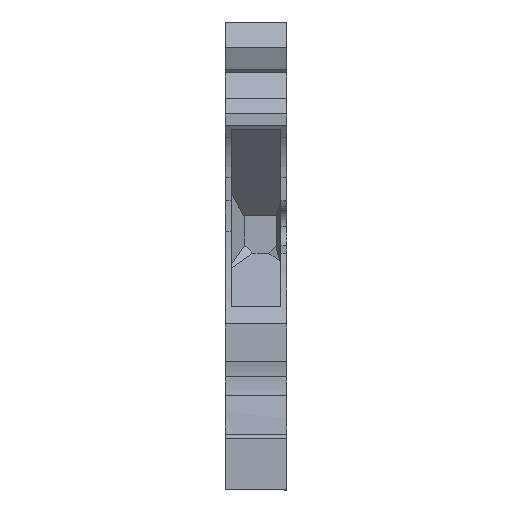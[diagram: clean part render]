
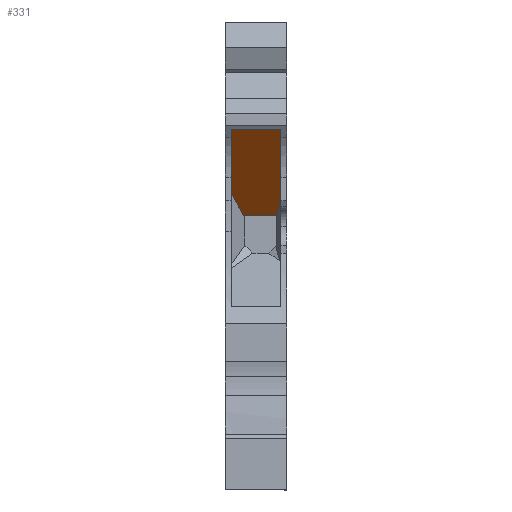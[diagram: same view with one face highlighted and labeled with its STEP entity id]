
A CAD part, front view. The second image highlights one B-rep face of the part: STEP entity #331.
In plain terms, the highlighted planar face has unit normal (0, -0.715, -0.699).
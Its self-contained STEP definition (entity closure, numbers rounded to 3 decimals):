
#331=ADVANCED_FACE('',(#735),#736,.F.);
#735=FACE_OUTER_BOUND('',#1207,.T.);
#736=PLANE('',#1208);
#1207=EDGE_LOOP('',(#2240,#2241,#2242,#2243,#2244,#2245,#2246));
#1208=AXIS2_PLACEMENT_3D('',#2247,#2248,#2249);
#2240=ORIENTED_EDGE('',*,*,#3323,.T.);
#2241=ORIENTED_EDGE('',*,*,#3324,.T.);
#2242=ORIENTED_EDGE('',*,*,#3325,.F.);
#2243=ORIENTED_EDGE('',*,*,#3260,.F.);
#2244=ORIENTED_EDGE('',*,*,#3296,.F.);
#2245=ORIENTED_EDGE('',*,*,#3326,.F.);
#2246=ORIENTED_EDGE('',*,*,#3317,.T.);
#2247=CARTESIAN_POINT('',(6.765,10.275,28.095));
#2248=DIRECTION('',(0.,0.715,0.699));
#2249=DIRECTION('',(-1.0,0.,0.));
#3260=EDGE_CURVE('',#4051,#4053,#4054,.T.);
#3296=EDGE_CURVE('',#4100,#4051,#4103,.T.);
#3317=EDGE_CURVE('',#4137,#4138,#4139,.T.);
#3323=EDGE_CURVE('',#4138,#4148,#4149,.T.);
#3324=EDGE_CURVE('',#4148,#4150,#4151,.T.);
#3325=EDGE_CURVE('',#4053,#4150,#4152,.T.);
#3326=EDGE_CURVE('',#4137,#4100,#4153,.T.);
#4051=VERTEX_POINT('',#5135);
#4053=VERTEX_POINT('',#5138);
#4054=LINE('',#5139,#5140);
#4100=VERTEX_POINT('',#5203);
#4103=LINE('',#5207,#5208);
#4137=VERTEX_POINT('',#5258);
#4138=VERTEX_POINT('',#5259);
#4139=LINE('',#5260,#5261);
#4148=VERTEX_POINT('',#5274);
#4149=LINE('',#5275,#5276);
#4150=VERTEX_POINT('',#5277);
#4151=LINE('',#5278,#5279);
#4152=LINE('',#5280,#5281);
#4153=LINE('',#5282,#5283);
#5135=CARTESIAN_POINT('',(0.6,2.428,36.125));
#5138=CARTESIAN_POINT('',(5.55,2.428,36.125));
#5139=CARTESIAN_POINT('',(5.8,2.428,36.125));
#5140=VECTOR('',#6032,1.0);
#5203=CARTESIAN_POINT('',(0.6,8.737,29.669));
#5207=CARTESIAN_POINT('',(0.6,22.971,15.103));
#5208=VECTOR('',#6069,1.0);
#5258=CARTESIAN_POINT('',(1.824,10.856,27.5));
#5259=CARTESIAN_POINT('',(5.15,10.856,27.5));
#5260=CARTESIAN_POINT('',(5.8,10.856,27.5));
#5261=VECTOR('',#6086,1.0);
#5274=CARTESIAN_POINT('',(5.15,10.675,27.685));
#5275=CARTESIAN_POINT('',(5.15,-4.089,42.794));
#5276=VECTOR('',#6091,1.0);
#5277=CARTESIAN_POINT('',(5.55,9.596,28.789));
#5278=CARTESIAN_POINT('',(10.624,-4.089,42.794));
#5279=VECTOR('',#6092,1.0);
#5280=CARTESIAN_POINT('',(5.55,22.971,15.103));
#5281=VECTOR('',#6093,1.0);
#5282=CARTESIAN_POINT('',(-6.805,-4.089,42.794));
#5283=VECTOR('',#6094,1.0);
#6032=DIRECTION('',(1.0,0.,0.));
#6069=DIRECTION('',(0.,-0.699,0.715));
#6086=DIRECTION('',(1.0,0.,0.));
#6091=DIRECTION('',(0.,-0.699,0.715));
#6092=DIRECTION('',(0.251,-0.677,0.692));
#6093=DIRECTION('',(0.,0.699,-0.715));
#6094=DIRECTION('',(-0.374,-0.648,0.663));
